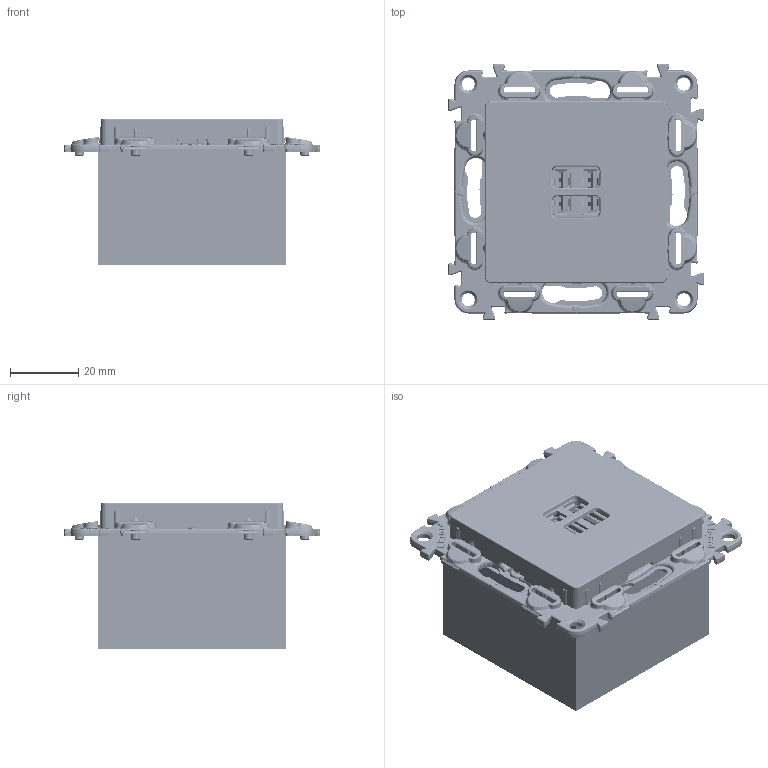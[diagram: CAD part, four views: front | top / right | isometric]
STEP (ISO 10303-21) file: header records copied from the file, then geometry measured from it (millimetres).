
FILE_DESCRIPTION(('CATIA V5 STEP Exchange','CAx-IF Rec.Pracs.--- Model Styling and Organization---1.4--- 2014-01-23'),'2;1');
FILE_NAME('753512_AllCATPart.stp','2020-02-13T10:56:46+00:00',('none'),('none'),'CATIA Version 5-6 Release 2017 SP3','CATIA V5 STEP AP214','none');
FILE_SCHEMA(('AUTOMOTIVE_DESIGN { 1 0 10303 214 1 1 1 1 }'));
Products named in the file (1): 753512_AllCATPart
Bounding box: 74.7 x 74.7 x 42.8 mm (x, y, z)
Volume: 102913.3 mm3; surface area: 46177.1 mm2
Topology: 1 solids, 11 shells, 11401 faces, 33177 edges, 21756 vertices
Faces by surface type: plane 9327, cylinder 1072, bspline 422, cone 316, torus 200, sphere 46, extrusion 18
Entity records: 404586 total; most frequent: CARTESIAN_POINT 110389, ORIENTED_EDGE 66214, DIRECTION 47045, EDGE_CURVE 33107, VECTOR 25503, LINE 25485, VERTEX_POINT 21756, EDGE_LOOP 11695
